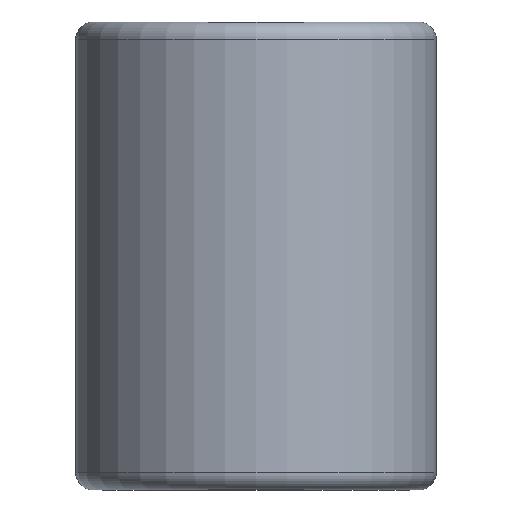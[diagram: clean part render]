
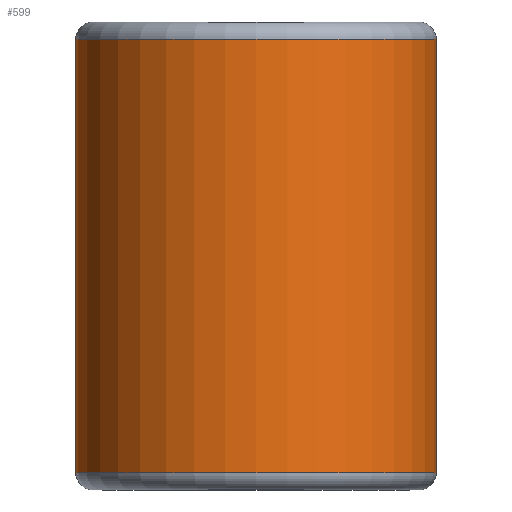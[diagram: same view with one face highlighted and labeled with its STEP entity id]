
A CAD part, front view. The second image highlights one B-rep face of the part: STEP entity #599.
In plain terms, the highlighted cylindrical face has radius 7.925 mm (diameter 15.85 mm), a partial arc.
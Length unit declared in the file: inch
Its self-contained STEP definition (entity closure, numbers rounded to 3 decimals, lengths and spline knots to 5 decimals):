
#117 = DIRECTION ( 'NONE',  ( 0., 0., 1. ) ) ;
#200 = CIRCLE ( 'NONE', #466, 0.312 ) ;
#367 = ORIENTED_EDGE ( 'NONE', *, *, #2582, .F. ) ;
#368 = FACE_OUTER_BOUND ( 'NONE', #2010, .T. ) ;
#466 = AXIS2_PLACEMENT_3D ( 'NONE', #1835, #603, #2033 ) ;
#524 = CARTESIAN_POINT ( 'NONE',  ( 0.25, -1.062, 0.375 ) ) ;
#591 = AXIS2_PLACEMENT_3D ( 'NONE', #524, #1940, #716 ) ;
#599 = ADVANCED_FACE ( 'NONE', ( #368 ), #1118, .T. ) ;
#603 = DIRECTION ( 'NONE',  ( 0., 0., 1. ) ) ;
#617 = CARTESIAN_POINT ( 'NONE',  ( 0.562, -1.062, -0.375 ) ) ;
#716 = DIRECTION ( 'NONE',  ( 1., 0., 0. ) ) ;
#739 = EDGE_CURVE ( 'NONE', #1139, #1361, #2628, .T. ) ;
#742 = CARTESIAN_POINT ( 'NONE',  ( 0.562, -1.062, 0. ) ) ;
#807 = LINE ( 'NONE', #946, #1279 ) ;
#946 = CARTESIAN_POINT ( 'NONE',  ( -0.062, -1.062, 0.375 ) ) ;
#1001 = EDGE_CURVE ( 'NONE', #1689, #1139, #200, .T. ) ;
#1118 = CYLINDRICAL_SURFACE ( 'NONE', #1772, 0.312 ) ;
#1138 = VERTEX_POINT ( 'NONE', #2047 ) ;
#1139 = VERTEX_POINT ( 'NONE', #617 ) ;
#1279 = VECTOR ( 'NONE', #1417, 39.37008 ) ;
#1361 = VERTEX_POINT ( 'NONE', #1637 ) ;
#1376 = ORIENTED_EDGE ( 'NONE', *, *, #1969, .T. ) ;
#1417 = DIRECTION ( 'NONE',  ( 0., 0., -1. ) ) ;
#1496 = CARTESIAN_POINT ( 'NONE',  ( -0.062, -1.062, -0.375 ) ) ;
#1637 = CARTESIAN_POINT ( 'NONE',  ( 0.562, -1.062, 0.375 ) ) ;
#1689 = VERTEX_POINT ( 'NONE', #1496 ) ;
#1772 = AXIS2_PLACEMENT_3D ( 'NONE', #1937, #117, #1948 ) ;
#1824 = ORIENTED_EDGE ( 'NONE', *, *, #1001, .T. ) ;
#1835 = CARTESIAN_POINT ( 'NONE',  ( 0.25, -1.062, -0.375 ) ) ;
#1937 = CARTESIAN_POINT ( 'NONE',  ( 0.25, -1.062, 0. ) ) ;
#1940 = DIRECTION ( 'NONE',  ( 0., 0., 1. ) ) ;
#1948 = DIRECTION ( 'NONE',  ( 1., 0., 0. ) ) ;
#1969 = EDGE_CURVE ( 'NONE', #1138, #1689, #807, .T. ) ;
#2010 = EDGE_LOOP ( 'NONE', ( #1824, #2239, #367, #1376 ) ) ;
#2033 = DIRECTION ( 'NONE',  ( 1., 0., 0. ) ) ;
#2047 = CARTESIAN_POINT ( 'NONE',  ( -0.062, -1.062, 0.375 ) ) ;
#2069 = VECTOR ( 'NONE', #2586, 39.37008 ) ;
#2239 = ORIENTED_EDGE ( 'NONE', *, *, #739, .T. ) ;
#2435 = CIRCLE ( 'NONE', #591, 0.312 ) ;
#2582 = EDGE_CURVE ( 'NONE', #1138, #1361, #2435, .T. ) ;
#2586 = DIRECTION ( 'NONE',  ( 0., 0., 1. ) ) ;
#2628 = LINE ( 'NONE', #742, #2069 ) ;
